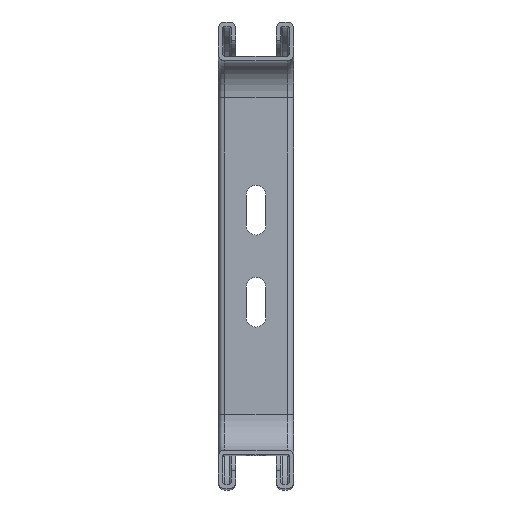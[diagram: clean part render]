
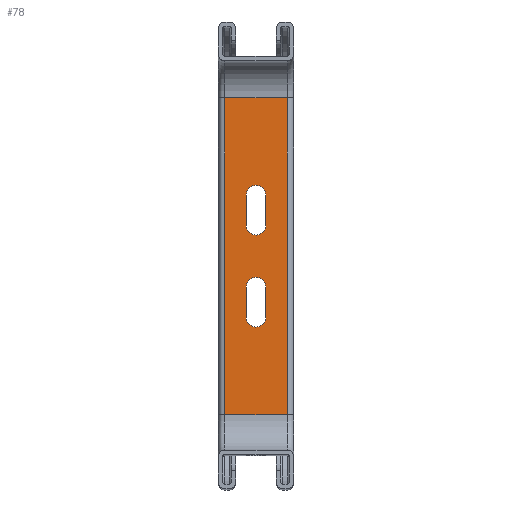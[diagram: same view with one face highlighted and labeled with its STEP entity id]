
A CAD part, top view. The second image highlights one B-rep face of the part: STEP entity #78.
In plain terms, the highlighted planar face has unit normal (0, 0, 1).
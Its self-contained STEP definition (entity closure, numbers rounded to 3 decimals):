
#78 = ADVANCED_FACE ( 'NONE', ( #4228, #4234, #4222 ), #1393, .F. ) ;
#628 = ORIENTED_EDGE ( 'NONE', *, *, #4871, .F. ) ;
#629 = ORIENTED_EDGE ( 'NONE', *, *, #4869, .F. ) ;
#630 = ORIENTED_EDGE ( 'NONE', *, *, #4867, .F. ) ;
#631 = ORIENTED_EDGE ( 'NONE', *, *, #4865, .F. ) ;
#632 = ORIENTED_EDGE ( 'NONE', *, *, #4848, .F. ) ;
#633 = ORIENTED_EDGE ( 'NONE', *, *, #4845, .F. ) ;
#634 = ORIENTED_EDGE ( 'NONE', *, *, #4854, .F. ) ;
#635 = ORIENTED_EDGE ( 'NONE', *, *, #4851, .F. ) ;
#636 = ORIENTED_EDGE ( 'NONE', *, *, #4872, .T. ) ;
#637 = ORIENTED_EDGE ( 'NONE', *, *, #4873, .T. ) ;
#638 = ORIENTED_EDGE ( 'NONE', *, *, #4874, .F. ) ;
#639 = ORIENTED_EDGE ( 'NONE', *, *, #4875, .T. ) ;
#1223 = AXIS2_PLACEMENT_3D ( 'NONE', #1391, #1388, #1395 ) ;
#1388 = DIRECTION ( 'NONE',  ( 0., 0., -1. ) ) ;
#1391 = CARTESIAN_POINT ( 'NONE',  ( -20.5, -20., -121. ) ) ;
#1393 = PLANE ( 'NONE',  #1223 ) ;
#1395 = DIRECTION ( 'NONE',  ( -1., 0., 0. ) ) ;
#2480 = CIRCLE ( 'NONE', #2941, 5.25 ) ;
#2487 = LINE ( 'NONE', #3120, #2491 ) ;
#2491 = VECTOR ( 'NONE', #3117, 1000. ) ;
#2494 = CIRCLE ( 'NONE', #2943, 5.25 ) ;
#2499 = LINE ( 'NONE', #3132, #2501 ) ;
#2501 = VECTOR ( 'NONE', #3128, 1000. ) ;
#2512 = CIRCLE ( 'NONE', #2947, 5.25 ) ;
#2518 = LINE ( 'NONE', #3160, #2524 ) ;
#2521 = CIRCLE ( 'NONE', #2948, 5.25 ) ;
#2524 = VECTOR ( 'NONE', #3165, 1000. ) ;
#2525 = LINE ( 'NONE', #3170, #2531 ) ;
#2528 = LINE ( 'NONE', #3169, #2535 ) ;
#2530 = LINE ( 'NONE', #3176, #2533 ) ;
#2531 = VECTOR ( 'NONE', #3175, 1000. ) ;
#2532 = LINE ( 'NONE', #3174, #2539 ) ;
#2533 = VECTOR ( 'NONE', #3177, 1000. ) ;
#2534 = LINE ( 'NONE', #3179, #2537 ) ;
#2535 = VECTOR ( 'NONE', #3178, 1000. ) ;
#2537 = VECTOR ( 'NONE', #3181, 1000. ) ;
#2539 = VECTOR ( 'NONE', #3182, 1000. ) ;
#2798 = CARTESIAN_POINT ( 'NONE',  ( 17., -20., -121. ) ) ;
#2799 = CARTESIAN_POINT ( 'NONE',  ( -17., -20., -121. ) ) ;
#2801 = CARTESIAN_POINT ( 'NONE',  ( 17., -192., -121. ) ) ;
#2803 = CARTESIAN_POINT ( 'NONE',  ( 5.25, -139.25, -121. ) ) ;
#2804 = CARTESIAN_POINT ( 'NONE',  ( -17., -192., -121. ) ) ;
#2807 = CARTESIAN_POINT ( 'NONE',  ( -5.25, -122.75, -121. ) ) ;
#2812 = CARTESIAN_POINT ( 'NONE',  ( -5.25, -139.25, -121. ) ) ;
#2813 = CARTESIAN_POINT ( 'NONE',  ( 5.25, -122.75, -121. ) ) ;
#2816 = CARTESIAN_POINT ( 'NONE',  ( 5.25, -89.25, -121. ) ) ;
#2818 = CARTESIAN_POINT ( 'NONE',  ( -5.25, -89.25, -121. ) ) ;
#2820 = CARTESIAN_POINT ( 'NONE',  ( -5.25, -72.75, -121. ) ) ;
#2821 = CARTESIAN_POINT ( 'NONE',  ( 5.25, -72.75, -121. ) ) ;
#2941 = AXIS2_PLACEMENT_3D ( 'NONE', #3114, #3115, #3116 ) ;
#2943 = AXIS2_PLACEMENT_3D ( 'NONE', #3129, #3130, #3131 ) ;
#2947 = AXIS2_PLACEMENT_3D ( 'NONE', #3161, #3162, #3163 ) ;
#2948 = AXIS2_PLACEMENT_3D ( 'NONE', #3171, #3172, #3173 ) ;
#3114 = CARTESIAN_POINT ( 'NONE',  ( 0., -72.75, -121. ) ) ;
#3115 = DIRECTION ( 'NONE',  ( 0., 0., 1. ) ) ;
#3116 = DIRECTION ( 'NONE',  ( 1., 0., 0. ) ) ;
#3117 = DIRECTION ( 'NONE',  ( 0., -1., 0. ) ) ;
#3120 = CARTESIAN_POINT ( 'NONE',  ( -5.25, -72.75, -121. ) ) ;
#3128 = DIRECTION ( 'NONE',  ( 0., 1., 0. ) ) ;
#3129 = CARTESIAN_POINT ( 'NONE',  ( 0., -89.25, -121. ) ) ;
#3130 = DIRECTION ( 'NONE',  ( 0., 0., 1. ) ) ;
#3131 = DIRECTION ( 'NONE',  ( 1., 0., 0. ) ) ;
#3132 = CARTESIAN_POINT ( 'NONE',  ( 5.25, -72.75, -121. ) ) ;
#3160 = CARTESIAN_POINT ( 'NONE',  ( 5.25, -122.75, -121. ) ) ;
#3161 = CARTESIAN_POINT ( 'NONE',  ( 0., -139.25, -121. ) ) ;
#3162 = DIRECTION ( 'NONE',  ( 0., 0., 1. ) ) ;
#3163 = DIRECTION ( 'NONE',  ( 1., 0., 0. ) ) ;
#3165 = DIRECTION ( 'NONE',  ( 0., 1., 0. ) ) ;
#3169 = CARTESIAN_POINT ( 'NONE',  ( 17., -20., -121. ) ) ;
#3170 = CARTESIAN_POINT ( 'NONE',  ( -5.25, -122.75, -121. ) ) ;
#3171 = CARTESIAN_POINT ( 'NONE',  ( 0., -122.75, -121. ) ) ;
#3172 = DIRECTION ( 'NONE',  ( 0., 0., 1. ) ) ;
#3173 = DIRECTION ( 'NONE',  ( 1., 0., 0. ) ) ;
#3174 = CARTESIAN_POINT ( 'NONE',  ( -17., -20., -121. ) ) ;
#3175 = DIRECTION ( 'NONE',  ( 0., -1., 0. ) ) ;
#3176 = CARTESIAN_POINT ( 'NONE',  ( -20.5, -192., -121. ) ) ;
#3177 = DIRECTION ( 'NONE',  ( 1., 0., 0. ) ) ;
#3178 = DIRECTION ( 'NONE',  ( 0., 1., 0. ) ) ;
#3179 = CARTESIAN_POINT ( 'NONE',  ( -20.5, -20., -121. ) ) ;
#3181 = DIRECTION ( 'NONE',  ( 1., 0., 0. ) ) ;
#3182 = DIRECTION ( 'NONE',  ( 0., -1., 0. ) ) ;
#4222 = FACE_OUTER_BOUND ( 'NONE', #4787, .T. ) ;
#4228 = FACE_BOUND ( 'NONE', #4784, .T. ) ;
#4234 = FACE_BOUND ( 'NONE', #4786, .T. ) ;
#4605 = VERTEX_POINT ( 'NONE', #2798 ) ;
#4606 = VERTEX_POINT ( 'NONE', #2799 ) ;
#4608 = VERTEX_POINT ( 'NONE', #2801 ) ;
#4610 = VERTEX_POINT ( 'NONE', #2803 ) ;
#4611 = VERTEX_POINT ( 'NONE', #2804 ) ;
#4614 = VERTEX_POINT ( 'NONE', #2807 ) ;
#4619 = VERTEX_POINT ( 'NONE', #2812 ) ;
#4620 = VERTEX_POINT ( 'NONE', #2813 ) ;
#4623 = VERTEX_POINT ( 'NONE', #2816 ) ;
#4625 = VERTEX_POINT ( 'NONE', #2818 ) ;
#4627 = VERTEX_POINT ( 'NONE', #2820 ) ;
#4628 = VERTEX_POINT ( 'NONE', #2821 ) ;
#4784 = EDGE_LOOP ( 'NONE', ( #628, #629, #630, #631 ) ) ;
#4786 = EDGE_LOOP ( 'NONE', ( #632, #633, #634, #635 ) ) ;
#4787 = EDGE_LOOP ( 'NONE', ( #636, #637, #638, #639 ) ) ;
#4845 = EDGE_CURVE ( 'NONE', #4628, #4627, #2480, .T. ) ;
#4848 = EDGE_CURVE ( 'NONE', #4627, #4625, #2487, .T. ) ;
#4851 = EDGE_CURVE ( 'NONE', #4625, #4623, #2494, .T. ) ;
#4854 = EDGE_CURVE ( 'NONE', #4623, #4628, #2499, .T. ) ;
#4865 = EDGE_CURVE ( 'NONE', #4619, #4610, #2512, .T. ) ;
#4867 = EDGE_CURVE ( 'NONE', #4610, #4620, #2518, .T. ) ;
#4869 = EDGE_CURVE ( 'NONE', #4620, #4614, #2521, .T. ) ;
#4871 = EDGE_CURVE ( 'NONE', #4614, #4619, #2525, .T. ) ;
#4872 = EDGE_CURVE ( 'NONE', #4611, #4608, #2530, .T. ) ;
#4873 = EDGE_CURVE ( 'NONE', #4608, #4605, #2528, .T. ) ;
#4874 = EDGE_CURVE ( 'NONE', #4606, #4605, #2534, .T. ) ;
#4875 = EDGE_CURVE ( 'NONE', #4606, #4611, #2532, .T. ) ;
